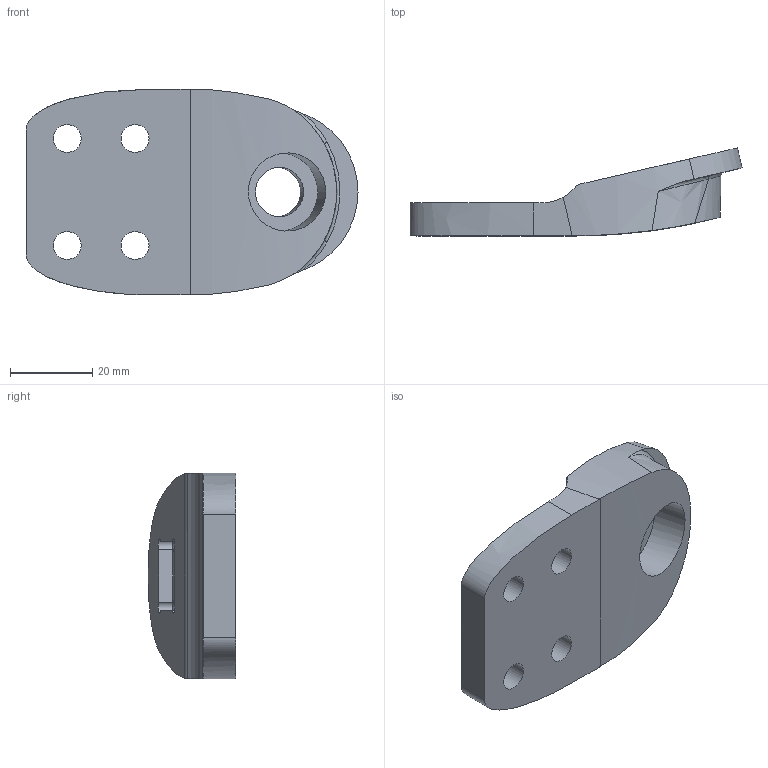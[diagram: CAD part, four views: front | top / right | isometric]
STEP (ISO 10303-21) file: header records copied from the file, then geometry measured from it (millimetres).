
FILE_DESCRIPTION( ( 'STEP AP203' ), '1' );
FILE_NAME( ' ', ' ', ( ' ' ), ( ' ' ), 'PSStep 10.0', ' ', ' ' );
FILE_SCHEMA( ( 'CONFIG_CONTROL_DESIGN' ) );
Length unit declared in the file: millimetre
Products named in the file (1): 1
Bounding box: 80.68 x 21.36 x 50 mm (x, y, z)
Volume: 32527.1 mm3; surface area: 10570 mm2
Topology: 1 solids, 1 shells, 42 faces, 125 edges, 83 vertices
Faces by surface type: cylinder 18, plane 13, bspline 5, cone 4, extrusion 2
Full cylindrical faces by diameter (mm): 3 x4, 6.8 x4, 12 x1, 19 x1
Entity records: 2288 total; most frequent: CARTESIAN_POINT 1255, ORIENTED_EDGE 198, DIRECTION 187, EDGE_CURVE 99, AXIS2_PLACEMENT_3D 75, VERTEX_POINT 75, EDGE_LOOP 64, FACE_OUTER_BOUND 52
